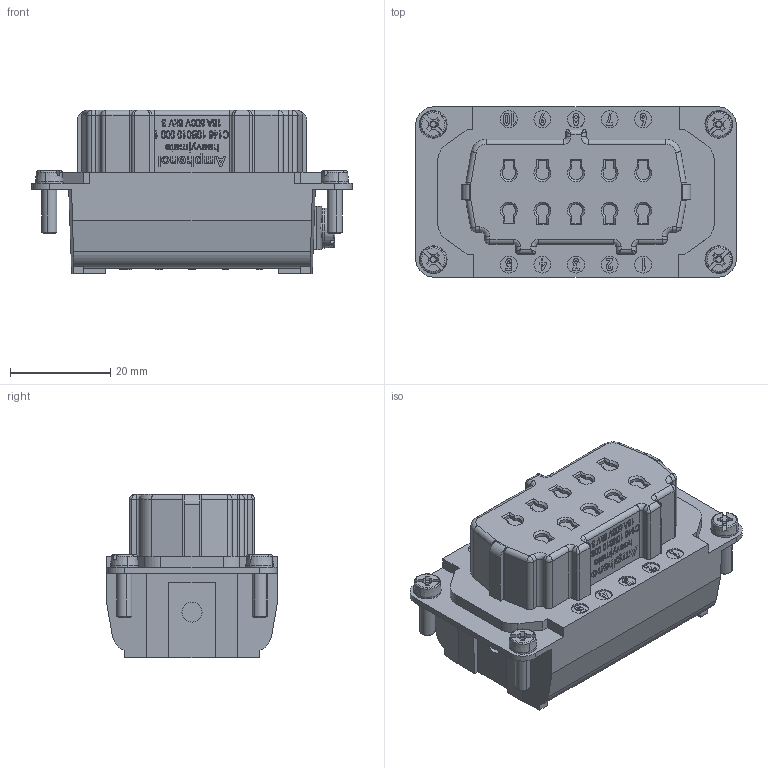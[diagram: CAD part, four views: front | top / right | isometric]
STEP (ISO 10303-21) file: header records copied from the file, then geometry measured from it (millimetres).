
FILE_DESCRIPTION(/* description */ (''),/* implementation_level */ '2;1');
FILE_NAME(/* name */ 'c146 10b010 000 1_c3d.stp',/* time_stamp */ '2018-08-21T14:11:02+02:00',/* author */ (''),/* organization */ (''),/* preprocessor_version */ 'ST-DEVELOPER v16',/* originating_system */ 'SIEMENS PLM Software NX 11.0',/* authorisation */ '');
FILE_SCHEMA (('AUTOMOTIVE_DESIGN { 1 0 10303 214 3 1 1 1 }'));
Length unit declared in the file: millimetre
Products named in the file (1): c146 10b010 000 1nxm001-01
Bounding box: 64 x 34 x 32.6 mm (x, y, z)
Volume: 42875.7 mm3; surface area: 10190.6 mm2
Topology: 1 solids, 1 shells, 1170 faces, 3023 edges, 1989 vertices
Faces by surface type: plane 739, extrusion 209, cylinder 128, cone 56, bspline 22, torus 16
Full cylindrical faces by diameter (mm): 0.3 x2, 0.6 x2, 3.4 x10, 4 x3, 8 x1
Entity records: 45309 total; most frequent: CARTESIAN_POINT 13502, ORIENTED_EDGE 5968, DIRECTION 4561, EDGE_CURVE 2984, VERTEX_POINT 1984, VECTOR 1807, LINE 1598, AXIS2_PLACEMENT_3D 1377
